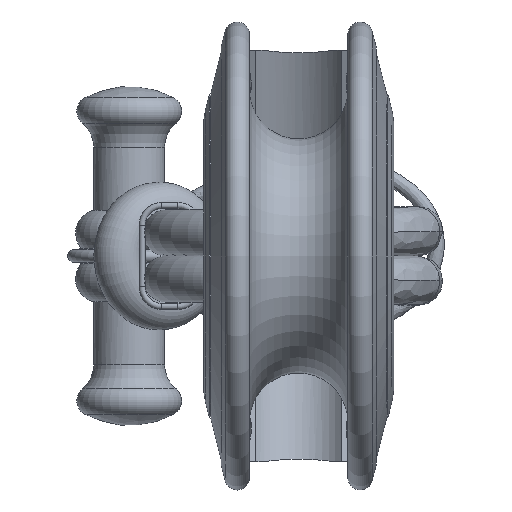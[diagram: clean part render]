
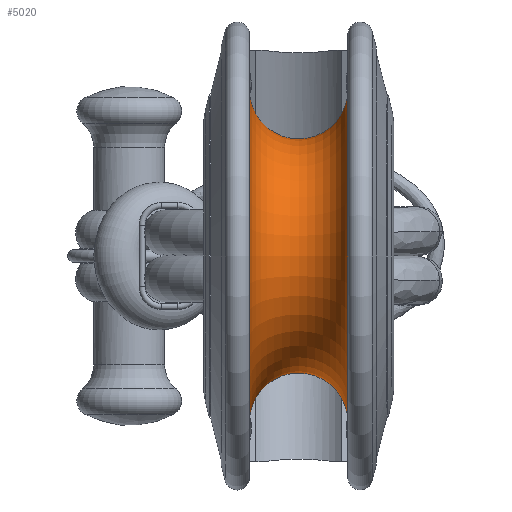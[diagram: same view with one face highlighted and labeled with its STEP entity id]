
A CAD part, front view. The second image highlights one B-rep face of the part: STEP entity #5020.
In plain terms, the highlighted toroidal (fillet/blend) face has major radius 27 mm and minor radius 8 mm.
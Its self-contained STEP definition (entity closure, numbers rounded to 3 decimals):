
#779=FACE_OUTER_BOUND('',#1112,.T.);
#1112=EDGE_LOOP('',(#3889,#3890,#3891,#3892));
#1573=CIRCLE('',#5624,27.);
#1581=CIRCLE('',#5638,8.);
#1582=CIRCLE('',#5639,27.);
#2116=VERTEX_POINT('',#11200);
#2121=VERTEX_POINT('',#11273);
#2688=EDGE_CURVE('',#2116,#2116,#1573,.T.);
#2701=EDGE_CURVE('',#2116,#2121,#1581,.T.);
#2702=EDGE_CURVE('',#2121,#2121,#1582,.T.);
#3889=ORIENTED_EDGE('',*,*,#2688,.T.);
#3890=ORIENTED_EDGE('',*,*,#2701,.T.);
#3891=ORIENTED_EDGE('',*,*,#2702,.F.);
#3892=ORIENTED_EDGE('',*,*,#2701,.F.);
#4787=TOROIDAL_SURFACE('',#5637,27.,8.);
#5020=ADVANCED_FACE('',(#779),#4787,.F.);
#5624=AXIS2_PLACEMENT_3D('',#11201,#6922,#6923);
#5637=AXIS2_PLACEMENT_3D('',#11272,#6950,#6951);
#5638=AXIS2_PLACEMENT_3D('',#11274,#6952,#6953);
#5639=AXIS2_PLACEMENT_3D('',#11275,#6954,#6955);
#6922=DIRECTION('center_axis',(1.,0.,0.));
#6923=DIRECTION('ref_axis',(0.,1.,0.));
#6950=DIRECTION('center_axis',(1.,0.,0.));
#6951=DIRECTION('ref_axis',(0.,-1.,0.));
#6952=DIRECTION('center_axis',(0.,0.,
1.));
#6953=DIRECTION('ref_axis',(0.,1.,0.));
#6954=DIRECTION('center_axis',(1.,0.,0.));
#6955=DIRECTION('ref_axis',(0.,1.,0.));
#11200=CARTESIAN_POINT('',(-8.,27.,0.213));
#11201=CARTESIAN_POINT('Origin',(-8.,0.,0.213));
#11272=CARTESIAN_POINT('Origin',(0.,0.,
0.213));
#11273=CARTESIAN_POINT('',(8.,27.,0.213));
#11274=CARTESIAN_POINT('Origin',(0.,27.,0.213));
#11275=CARTESIAN_POINT('Origin',(8.,0.,0.213));
